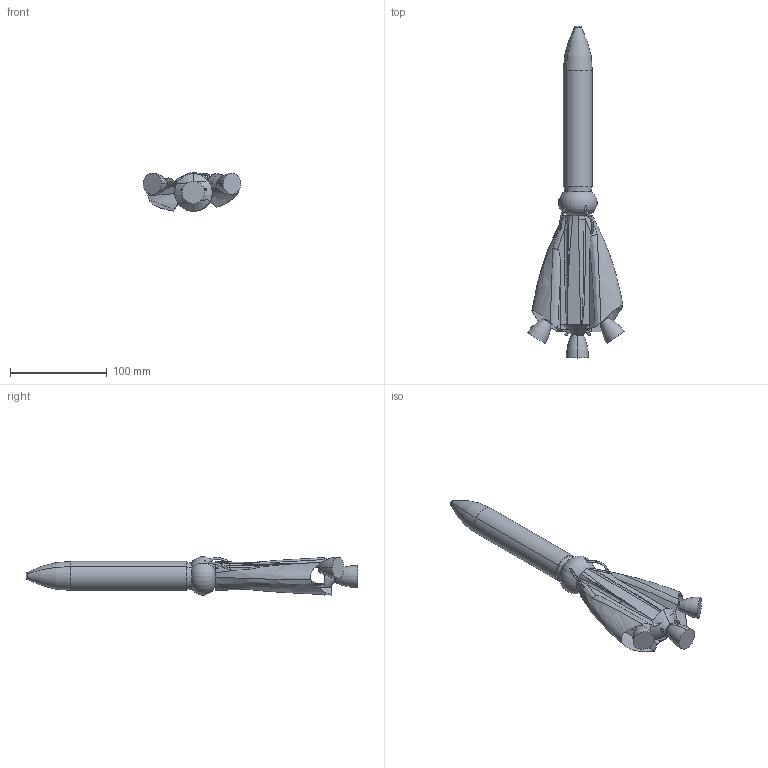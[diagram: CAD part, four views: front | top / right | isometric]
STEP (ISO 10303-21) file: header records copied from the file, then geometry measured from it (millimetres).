
FILE_DESCRIPTION (( 'STEP AP214' ), '1' );
FILE_NAME ('Rocket.STEP', '2019-06-17T17:35:09', ( '' ), ( '' ), 'SwSTEP 2.0', 'SolidWorks 2016', '' );
FILE_SCHEMA (( 'AUTOMOTIVE_DESIGN' ));
Length unit declared in the file: millimetre
Products named in the file (1): Rocket
Bounding box: 100.65 x 343.11 x 39.95 mm (x, y, z)
Surface area: 48059.3 mm2 (no closed solid volume)
Topology: 0 solids, 11 shells, 107 faces, 231 edges, 147 vertices
Faces by surface type: bspline 32, plane 32, torus 28, cylinder 11, cone 4
Entity records: 5565 total; most frequent: CARTESIAN_POINT 3207, ORIENTED_EDGE 433, DIRECTION 414, EDGE_CURVE 231, AXIS2_PLACEMENT_3D 192, VERTEX_POINT 147, CIRCLE 116, EDGE_LOOP 110
